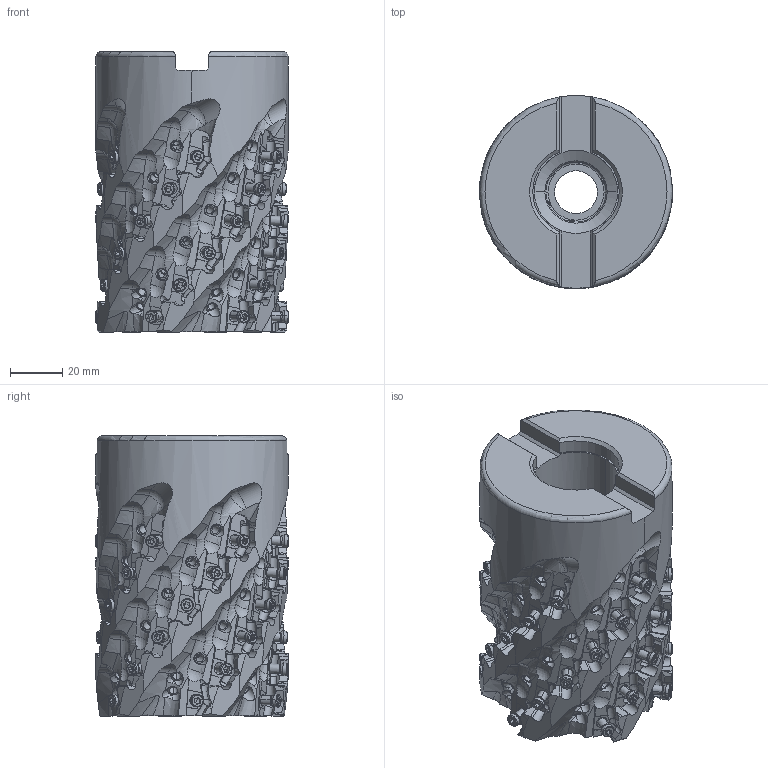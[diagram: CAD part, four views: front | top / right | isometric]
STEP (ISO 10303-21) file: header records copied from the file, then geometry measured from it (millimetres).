
FILE_DESCRIPTION(/* description */ (''),/* implementation_level */ '2;1');
FILE_NAME(/* name */ 'VFX5UR0306DA29.stp',/* time_stamp */ '2017-09-28T11:36:02+09:00',/* author */ (''),/* organization */ (''),/* preprocessor_version */ 'ST-DEVELOPER v16',/* originating_system */ 'SIEMENS PLM Software NX 10.0',/* authorisation */ '');
FILE_SCHEMA (('AUTOMOTIVE_DESIGN { 1 0 10303 214 3 1 1 1 }'));
Products named in the file (1): VFX5UR0306DA29_ASM
Bounding box: 73.9 x 73.86 x 107.15 mm (x, y, z)
Volume: 301619.1 mm3; surface area: 63129 mm2
Topology: 37 solids, 37 shells, 3605 faces, 10478 edges, 6832 vertices
Faces by surface type: cylinder 1526, plane 993, cone 464, bspline 258, sphere 210, torus 88, extrusion 66
Entity records: 171657 total; most frequent: CARTESIAN_POINT 79965, ORIENTED_EDGE 20608, DIRECTION 17440, EDGE_CURVE 10304, AXIS2_PLACEMENT_3D 6975, VERTEX_POINT 6832, EDGE_LOOP 3750, ADVANCED_FACE 3605
